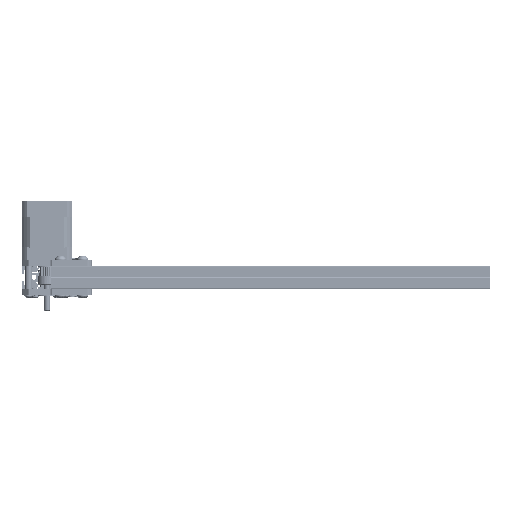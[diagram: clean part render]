
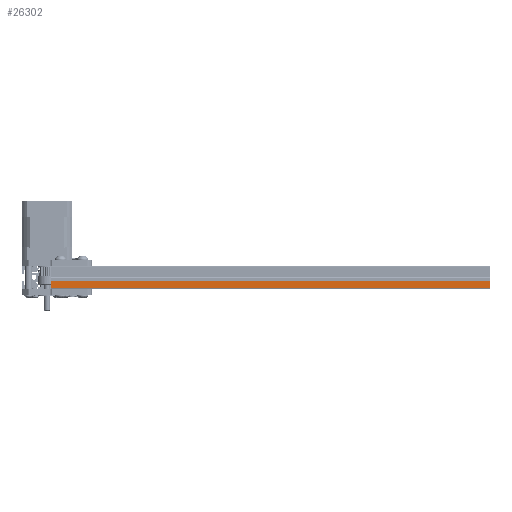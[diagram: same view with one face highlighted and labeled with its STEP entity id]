
A CAD part, left-side view. The second image highlights one B-rep face of the part: STEP entity #26302.
In plain terms, the highlighted face is planar.
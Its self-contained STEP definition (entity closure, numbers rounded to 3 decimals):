
#2159=PLANE('',#29731);
#3580=FACE_OUTER_BOUND('',#5277,.T.);
#5277=EDGE_LOOP('',(#24103,#24104,#24105,#24106));
#7349=LINE('',#48233,#9469);
#7350=LINE('',#48236,#9470);
#7351=LINE('',#48238,#9471);
#7352=LINE('',#48239,#9472);
#9469=VECTOR('',#37873,1000.);
#9470=VECTOR('',#37876,1000.);
#9471=VECTOR('',#37877,10.);
#9472=VECTOR('',#37878,1000.);
#13295=VERTEX_POINT('',#48229);
#13296=VERTEX_POINT('',#48231);
#13297=VERTEX_POINT('',#48235);
#13298=VERTEX_POINT('',#48237);
#16929=EDGE_CURVE('',#13296,#13295,#7349,.T.);
#16930=EDGE_CURVE('',#13295,#13297,#7350,.T.);
#16931=EDGE_CURVE('',#13296,#13298,#7351,.T.);
#16932=EDGE_CURVE('',#13298,#13297,#7352,.T.);
#24103=ORIENTED_EDGE('',*,*,#16930,.F.);
#24104=ORIENTED_EDGE('',*,*,#16929,.F.);
#24105=ORIENTED_EDGE('',*,*,#16931,.T.);
#24106=ORIENTED_EDGE('',*,*,#16932,.T.);
#26302=ADVANCED_FACE('',(#3580),#2159,.T.);
#29731=AXIS2_PLACEMENT_3D('',#48234,#37874,#37875);
#37873=DIRECTION('',(0.,0.,1.));
#37874=DIRECTION('center_axis',(0.,1.,0.));
#37875=DIRECTION('ref_axis',(0.,0.,1.));
#37876=DIRECTION('',(-1.,0.,0.));
#37877=DIRECTION('',(-1.,0.,0.));
#37878=DIRECTION('',(0.,0.,1.));
#48229=CARTESIAN_POINT('',(9.,10.,20.));
#48231=CARTESIAN_POINT('',(9.,10.,-350.));
#48233=CARTESIAN_POINT('',(9.,10.,-200.));
#48234=CARTESIAN_POINT('Origin',(9.,10.,-200.));
#48235=CARTESIAN_POINT('',(3.,10.,20.));
#48236=CARTESIAN_POINT('',(9.,10.,20.));
#48237=CARTESIAN_POINT('',(3.,10.,-350.));
#48238=CARTESIAN_POINT('',(0.,10.,-350.));
#48239=CARTESIAN_POINT('',(3.,10.,-200.));
